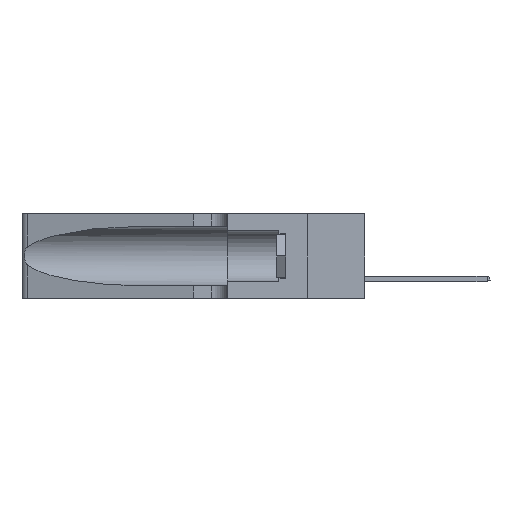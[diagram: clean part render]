
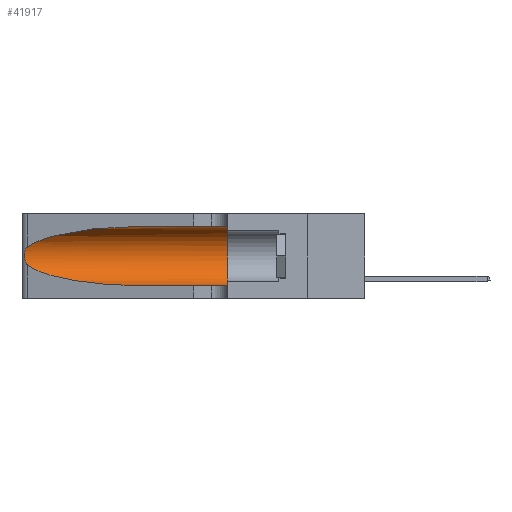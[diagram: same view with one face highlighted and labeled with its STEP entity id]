
A CAD part, left-side view. The second image highlights one B-rep face of the part: STEP entity #41917.
In plain terms, the highlighted cylindrical face has radius 3.308 mm (diameter 6.617 mm), a partial arc.
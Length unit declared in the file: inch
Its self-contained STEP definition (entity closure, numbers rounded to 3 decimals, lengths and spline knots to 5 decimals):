
#1410 = EDGE_CURVE ( 'NONE', #1552, #3512, #14574, .T. ) ;
#1552 = VERTEX_POINT ( 'NONE', #7267 ) ;
#1759 = CARTESIAN_POINT ( 'NONE',  ( 0.25787, 1.23484, 0.2124 ) ) ;
#1852 = CARTESIAN_POINT ( 'NONE',  ( 0.18966, 0.96281, 0.31525 ) ) ;
#1948 = EDGE_CURVE ( 'NONE', #39790, #3512, #27510, .T. ) ;
#1983 = CARTESIAN_POINT ( 'NONE',  ( 0.25789, 1.23486, 0.15765 ) ) ;
#2061 = CARTESIAN_POINT ( 'NONE',  ( 0.25487, 1.22718, 0.22369 ) ) ;
#2801 = DIRECTION ( 'NONE',  ( 0., 0., -1. ) ) ;
#3512 = VERTEX_POINT ( 'NONE', #41918 ) ;
#4271 = CARTESIAN_POINT ( 'NONE',  ( 0.25487, 1.22718, 0.14631 ) ) ;
#5020 = EDGE_CURVE ( 'NONE', #10387, #37794, #16274, .T. ) ;
#5166 = CARTESIAN_POINT ( 'NONE',  ( 0.25639, 1.23186, 0.15144 ) ) ;
#5251 = DIRECTION ( 'NONE',  ( 0., 1., 0. ) ) ;
#5263 = CARTESIAN_POINT ( 'NONE',  ( 0.25854, 1.2359, 0.20912 ) ) ;
#5425 = CARTESIAN_POINT ( 'NONE',  ( 0.26018, 1.23835, 0.19895 ) ) ;
#7267 = CARTESIAN_POINT ( 'NONE',  ( 0.1305, 0.35, 0.31525 ) ) ;
#8475 = ORIENTED_EDGE ( 'NONE', *, *, #25677, .F. ) ;
#8673 = CARTESIAN_POINT ( 'NONE',  ( 0.25487, 1.22718, 0.22369 ) ) ;
#8730 = CARTESIAN_POINT ( 'NONE',  ( 0.26075, 1.23896, 0.178 ) ) ;
#10387 = VERTEX_POINT ( 'NONE', #42310 ) ;
#11696 = CARTESIAN_POINT ( 'NONE',  ( 0.25487, 1.22718, 0.22369 ) ) ;
#12395 = B_SPLINE_CURVE_WITH_KNOTS ( 'NONE', 3,
 ( #2061, #43278, #22478, #1759, #5263, #5425, #29438, #8730, #36489, #34053, #1983, #5166, #12606, #4271 ),
 .UNSPECIFIED., .F., .F.,
 ( 4, 2, 2, 2, 2, 2, 4 ),
 ( 0., 0.00027, 0.00053, 0.00107, 0.0016, 0.00187, 0.00214 ),
 .UNSPECIFIED. ) ;
#12606 = CARTESIAN_POINT ( 'NONE',  ( 0.25555, 1.22993, 0.14849 ) ) ;
#12818 = AXIS2_PLACEMENT_3D ( 'NONE', #29751, #5251, #36021 ) ;
#13508 = VECTOR ( 'NONE', #36123, 39.37008 ) ;
#14353 = VERTEX_POINT ( 'NONE', #30174 ) ;
#14574 = CIRCLE ( 'NONE', #12818, 0.13025 ) ;
#14824 = LINE ( 'NONE', #31552, #22950 ) ;
#15133 = EDGE_CURVE ( 'NONE', #37794, #14353, #12395, .T. ) ;
#15183 = DIRECTION ( 'NONE',  ( 0., -1., 0. ) ) ;
#16274 =( BOUNDED_CURVE ( )  B_SPLINE_CURVE ( 3, ( #43386, #1852, #22427, #8673 ),
 .UNSPECIFIED., .F., .F. ) 
 B_SPLINE_CURVE_WITH_KNOTS ( ( 4, 4 ),
 ( 1.5708, 2.84003 ),
 .UNSPECIFIED. ) 
 CURVE ( )  GEOMETRIC_REPRESENTATION_ITEM ( )  RATIONAL_B_SPLINE_CURVE ( ( 1., 0.87, 0.87, 1. ) ) 
 REPRESENTATION_ITEM ( '' )  );
#19095 = DIRECTION ( 'NONE',  ( 0., -1., 0. ) ) ;
#21960 = CARTESIAN_POINT ( 'NONE',  ( 0.1305, 0.72297, 0.05475 ) ) ;
#22427 = CARTESIAN_POINT ( 'NONE',  ( 0.2373, 1.15595, 0.28018 ) ) ;
#22478 = CARTESIAN_POINT ( 'NONE',  ( 0.25639, 1.23184, 0.21858 ) ) ;
#22950 = VECTOR ( 'NONE', #19095, 39.37008 ) ;
#23330 = CARTESIAN_POINT ( 'NONE',  ( 0.25487, 1.22718, 0.14631 ) ) ;
#23730 = EDGE_LOOP ( 'NONE', ( #43162, #38488, #35293, #35505, #27110, #8475 ) ) ;
#25677 = EDGE_CURVE ( 'NONE', #10387, #1552, #14824, .T. ) ;
#26543 = CARTESIAN_POINT ( 'NONE',  ( 0.1305, 1.61858, 0.185 ) ) ;
#26995 = EDGE_CURVE ( 'NONE', #14353, #39790, #27063, .T. ) ;
#27063 =( BOUNDED_CURVE ( )  B_SPLINE_CURVE ( 3, ( #23330, #37339, #27941, #44742 ),
 .UNSPECIFIED., .F., .T. ) 
 B_SPLINE_CURVE_WITH_KNOTS ( ( 4, 4 ),
 ( 3.44316, 4.71239 ),
 .UNSPECIFIED. ) 
 CURVE ( )  GEOMETRIC_REPRESENTATION_ITEM ( )  RATIONAL_B_SPLINE_CURVE ( ( 1., 0.87, 0.87, 1. ) ) 
 REPRESENTATION_ITEM ( '' )  );
#27110 = ORIENTED_EDGE ( 'NONE', *, *, #1410, .F. ) ;
#27510 = LINE ( 'NONE', #39795, #13508 ) ;
#27941 = CARTESIAN_POINT ( 'NONE',  ( 0.18966, 0.96281, 0.05475 ) ) ;
#29438 = CARTESIAN_POINT ( 'NONE',  ( 0.26075, 1.23896, 0.19203 ) ) ;
#29751 = CARTESIAN_POINT ( 'NONE',  ( 0.1305, 0.35, 0.185 ) ) ;
#30174 = CARTESIAN_POINT ( 'NONE',  ( 0.25487, 1.22718, 0.14631 ) ) ;
#31552 = CARTESIAN_POINT ( 'NONE',  ( 0.1305, 1.61858, 0.31525 ) ) ;
#34053 = CARTESIAN_POINT ( 'NONE',  ( 0.25856, 1.23593, 0.16098 ) ) ;
#35293 = ORIENTED_EDGE ( 'NONE', *, *, #26995, .T. ) ;
#35505 = ORIENTED_EDGE ( 'NONE', *, *, #1948, .T. ) ;
#36021 = DIRECTION ( 'NONE',  ( 0., 0., 1. ) ) ;
#36123 = DIRECTION ( 'NONE',  ( 0., -1., 0. ) ) ;
#36175 = CYLINDRICAL_SURFACE ( 'NONE', #38235, 0.13025 ) ;
#36489 = CARTESIAN_POINT ( 'NONE',  ( 0.26017, 1.23833, 0.17102 ) ) ;
#37339 = CARTESIAN_POINT ( 'NONE',  ( 0.2373, 1.15595, 0.08982 ) ) ;
#37794 = VERTEX_POINT ( 'NONE', #11696 ) ;
#38235 = AXIS2_PLACEMENT_3D ( 'NONE', #26543, #15183, #2801 ) ;
#38488 = ORIENTED_EDGE ( 'NONE', *, *, #15133, .T. ) ;
#39790 = VERTEX_POINT ( 'NONE', #21960 ) ;
#39795 = CARTESIAN_POINT ( 'NONE',  ( 0.1305, 1.61858, 0.05475 ) ) ;
#41917 = ADVANCED_FACE ( 'NONE', ( #42103 ), #36175, .F. ) ;
#41918 = CARTESIAN_POINT ( 'NONE',  ( 0.1305, 0.35, 0.05475 ) ) ;
#42103 = FACE_OUTER_BOUND ( 'NONE', #23730, .T. ) ;
#42310 = CARTESIAN_POINT ( 'NONE',  ( 0.1305, 0.72297, 0.31525 ) ) ;
#43162 = ORIENTED_EDGE ( 'NONE', *, *, #5020, .T. ) ;
#43278 = CARTESIAN_POINT ( 'NONE',  ( 0.25555, 1.22994, 0.2215 ) ) ;
#43386 = CARTESIAN_POINT ( 'NONE',  ( 0.1305, 0.72297, 0.31525 ) ) ;
#44742 = CARTESIAN_POINT ( 'NONE',  ( 0.1305, 0.72297, 0.05475 ) ) ;
